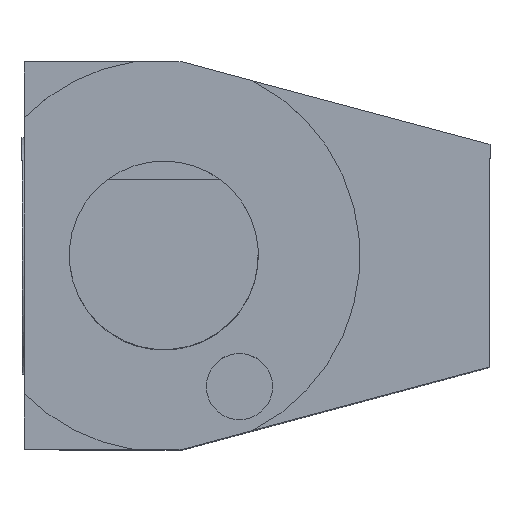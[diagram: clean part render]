
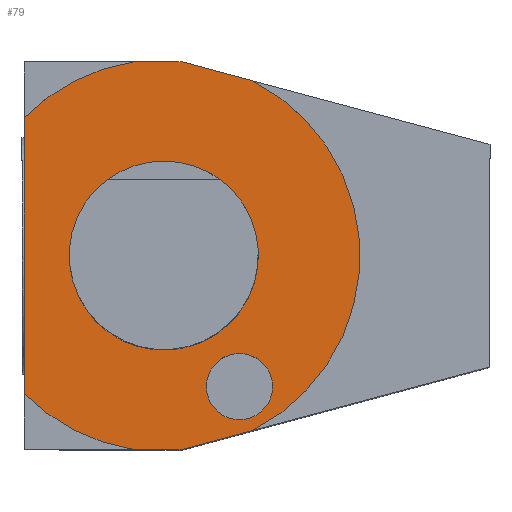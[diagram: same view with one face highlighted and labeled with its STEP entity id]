
A CAD part, top view. The second image highlights one B-rep face of the part: STEP entity #79.
In plain terms, the highlighted planar face has unit normal (0, 0, 1).
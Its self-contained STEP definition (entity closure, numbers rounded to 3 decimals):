
#55=FACE_BOUND('',#174,.T.);
#56=FACE_BOUND('',#175,.T.);
#57=FACE_BOUND('',#176,.T.);
#79=ADVANCED_FACE('',(#55,#56,#57),#118,.F.);
#118=PLANE('',#717);
#174=EDGE_LOOP('',(#348));
#175=EDGE_LOOP('',(#349));
#176=EDGE_LOOP('',(#350,#351,#352,#353,#354,#355,#356,#357));
#229=LINE('',#1020,#283);
#230=LINE('',#1025,#284);
#231=LINE('',#1027,#285);
#232=LINE('',#1031,#286);
#233=LINE('',#1035,#287);
#283=VECTOR('',#815,1.);
#284=VECTOR('',#818,1.);
#285=VECTOR('',#819,1.);
#286=VECTOR('',#822,1.);
#287=VECTOR('',#825,1.);
#348=ORIENTED_EDGE('',*,*,#577,.T.);
#349=ORIENTED_EDGE('',*,*,#568,.F.);
#350=ORIENTED_EDGE('',*,*,#578,.T.);
#351=ORIENTED_EDGE('',*,*,#579,.F.);
#352=ORIENTED_EDGE('',*,*,#580,.T.);
#353=ORIENTED_EDGE('',*,*,#581,.F.);
#354=ORIENTED_EDGE('',*,*,#582,.F.);
#355=ORIENTED_EDGE('',*,*,#583,.T.);
#356=ORIENTED_EDGE('',*,*,#584,.F.);
#357=ORIENTED_EDGE('',*,*,#585,.T.);
#505=VERTEX_POINT('',#999);
#514=VERTEX_POINT('',#1019);
#515=VERTEX_POINT('',#1021);
#516=VERTEX_POINT('',#1022);
#517=VERTEX_POINT('',#1024);
#518=VERTEX_POINT('',#1026);
#519=VERTEX_POINT('',#1028);
#520=VERTEX_POINT('',#1030);
#521=VERTEX_POINT('',#1032);
#522=VERTEX_POINT('',#1034);
#568=EDGE_CURVE('',#505,#505,#651,.T.);
#577=EDGE_CURVE('',#514,#514,#654,.T.);
#578=EDGE_CURVE('',#515,#516,#229,.T.);
#579=EDGE_CURVE('',#517,#516,#655,.T.);
#580=EDGE_CURVE('',#517,#518,#230,.T.);
#581=EDGE_CURVE('',#519,#518,#231,.T.);
#582=EDGE_CURVE('',#520,#519,#656,.T.);
#583=EDGE_CURVE('',#520,#521,#232,.T.);
#584=EDGE_CURVE('',#522,#521,#657,.T.);
#585=EDGE_CURVE('',#522,#515,#233,.T.);
#651=CIRCLE('',#708,19.996);
#654=CIRCLE('',#713,7.007);
#655=CIRCLE('',#714,41.5);
#656=CIRCLE('',#715,41.5);
#657=CIRCLE('',#716,41.5);
#708=AXIS2_PLACEMENT_3D('',#998,#797,#798);
#713=AXIS2_PLACEMENT_3D('',#1018,#813,#814);
#714=AXIS2_PLACEMENT_3D('',#1023,#816,#817);
#715=AXIS2_PLACEMENT_3D('',#1029,#820,#821);
#716=AXIS2_PLACEMENT_3D('',#1033,#823,#824);
#717=AXIS2_PLACEMENT_3D('',#1036,#826,#827);
#797=DIRECTION('',(0.,0.,1.));
#798=DIRECTION('',(0.,1.,0.));
#813=DIRECTION('',(0.,0.,-1.));
#814=DIRECTION('',(0.,-1.,0.));
#815=DIRECTION('',(0.966,0.259,0.));
#816=DIRECTION('',(0.,0.,-1.));
#817=DIRECTION('',(0.,1.,0.));
#818=DIRECTION('',(-0.966,0.259,0.));
#819=DIRECTION('',(1.,0.,0.));
#820=DIRECTION('',(0.,0.,-1.));
#821=DIRECTION('',(0.,1.,0.));
#822=DIRECTION('',(0.,-1.,0.));
#823=DIRECTION('',(0.,0.,-1.));
#824=DIRECTION('',(0.,1.,0.));
#825=DIRECTION('',(1.,0.,0.));
#826=DIRECTION('',(0.,0.,-1.));
#827=DIRECTION('',(0.,1.,0.));
#998=CARTESIAN_POINT('',(0.,0.,0.));
#999=CARTESIAN_POINT('',(0.,19.996,0.));
#1018=CARTESIAN_POINT('',(16.,-27.713,0.));
#1019=CARTESIAN_POINT('',(16.,-34.72,0.));
#1020=CARTESIAN_POINT('',(20.883,-36.437,0.));
#1021=CARTESIAN_POINT('',(3.852,-41.,0.));
#1022=CARTESIAN_POINT('',(18.811,-36.992,0.));
#1023=CARTESIAN_POINT('',(0.,0.,
0.));
#1024=CARTESIAN_POINT('',(18.811,36.992,0.));
#1025=CARTESIAN_POINT('',(0.133,41.997,0.));
#1026=CARTESIAN_POINT('',(3.852,41.,0.));
#1027=CARTESIAN_POINT('',(0.,41.,0.));
#1028=CARTESIAN_POINT('',(-6.423,41.,0.));
#1029=CARTESIAN_POINT('',(0.,0.,
0.));
#1030=CARTESIAN_POINT('',(-29.5,29.189,0.));
#1031=CARTESIAN_POINT('',(-29.5,41.5,0.));
#1032=CARTESIAN_POINT('',(-29.5,-29.189,0.));
#1033=CARTESIAN_POINT('',(0.,0.,
0.));
#1034=CARTESIAN_POINT('',(-6.423,-41.,0.));
#1035=CARTESIAN_POINT('',(0.,-41.,0.));
#1036=CARTESIAN_POINT('',(0.,41.5,0.));
